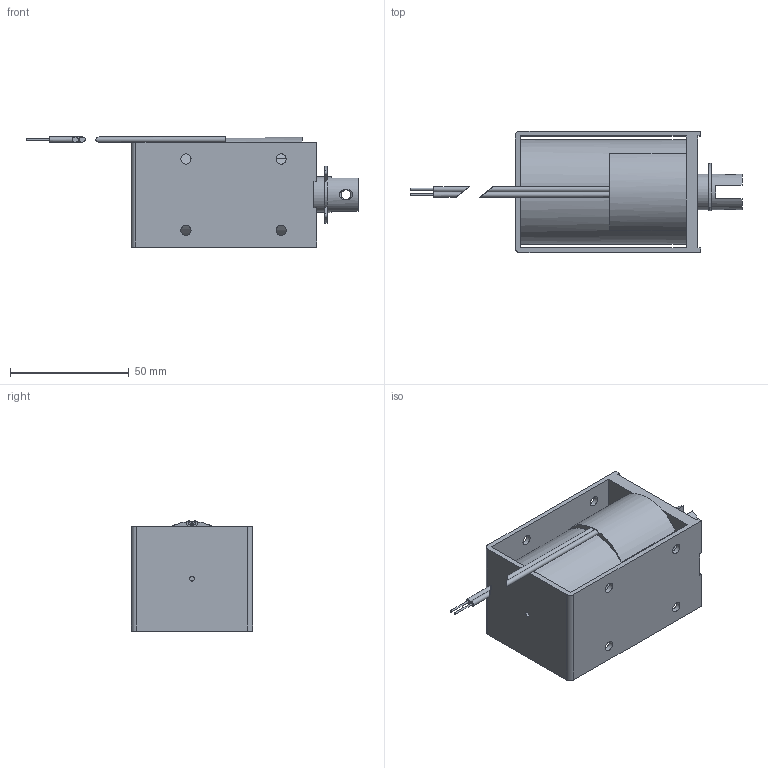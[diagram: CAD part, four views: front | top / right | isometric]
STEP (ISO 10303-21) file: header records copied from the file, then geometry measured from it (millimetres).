
FILE_DESCRIPTION( ( 'Unknown' ), '1' );
FILE_NAME( 'F1578L.stp', 'Unknown', ( 'Unknown' ), ( 'Unknown' ), 'PSStep 17.0.49', 'Unknown', ' ' );
FILE_SCHEMA( ( 'AUTOMOTIVE_DESIGN { 1 0 10303 214 1 1 1 1 }' ) );
Length unit declared in the file: millimetre
Products named in the file (6): Assem1; F1578L-1; F1578L-2; E-ring 14.4mm
Assembly tree (5 placements, depth 2):
  Assem1
    F1578L-1
    F1578L-1
    F1578L-1
    F1578L-2
    E-ring 14.4mm
Bounding box: 139.5 x 51 x 46.25 mm (x, y, z)
Volume: 137568.4 mm3; surface area: 37496.5 mm2
Topology: 5 solids, 5 shells, 94 faces, 240 edges, 159 vertices
Faces by surface type: plane 53, cylinder 37, cone 4
Full cylindrical faces by diameter (mm): 0.8 x2, 2 x1, 2.2 x4, 4 x2, 4.3 x8, 13 x1, 15 x3, 44 x1
Entity records: 3619 total; most frequent: CARTESIAN_POINT 555, DIRECTION 487, ORIENTED_EDGE 398, EDGE_CURVE 199, AXIS2_PLACEMENT_3D 190, EDGE_LOOP 149, VERTEX_POINT 144, FACE_OUTER_BOUND 116
